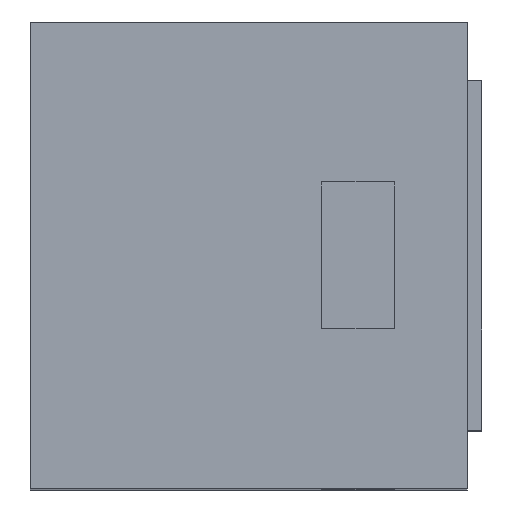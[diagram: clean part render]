
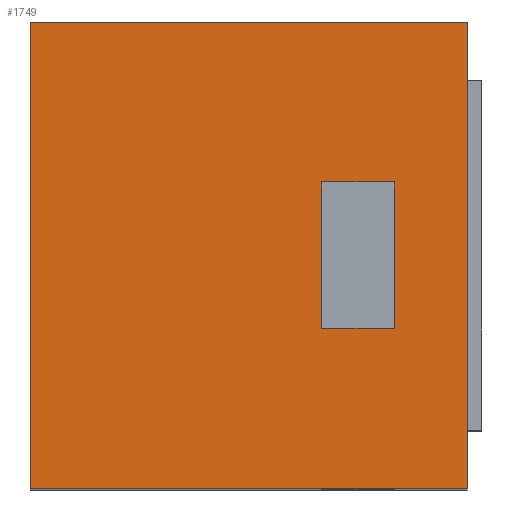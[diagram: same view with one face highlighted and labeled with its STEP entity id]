
A CAD part, top view. The second image highlights one B-rep face of the part: STEP entity #1749.
In plain terms, the highlighted planar face has unit normal (0, 0, 1).
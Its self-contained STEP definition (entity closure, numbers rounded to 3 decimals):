
#319=ORIENTED_EDGE('',*,*,#670,.F.);
#320=ORIENTED_EDGE('',*,*,#636,.T.);
#321=ORIENTED_EDGE('',*,*,#629,.T.);
#322=ORIENTED_EDGE('',*,*,#632,.T.);
#323=ORIENTED_EDGE('',*,*,#739,.F.);
#324=ORIENTED_EDGE('',*,*,#738,.F.);
#325=ORIENTED_EDGE('',*,*,#735,.T.);
#326=ORIENTED_EDGE('',*,*,#740,.T.);
#629=EDGE_CURVE('',#885,#884,#1053,.T.);
#632=EDGE_CURVE('',#884,#886,#1054,.T.);
#636=EDGE_CURVE('',#889,#885,#1057,.F.);
#670=EDGE_CURVE('',#889,#886,#1082,.T.);
#735=EDGE_CURVE('',#953,#955,#1134,.T.);
#738=EDGE_CURVE('',#953,#957,#1137,.T.);
#739=EDGE_CURVE('',#957,#958,#1138,.T.);
#740=EDGE_CURVE('',#955,#958,#1139,.T.);
#884=VERTEX_POINT('',#2777);
#885=VERTEX_POINT('',#2779);
#886=VERTEX_POINT('',#2783);
#889=VERTEX_POINT('',#2790);
#953=VERTEX_POINT('',#2981);
#955=VERTEX_POINT('',#2985);
#957=VERTEX_POINT('',#2990);
#958=VERTEX_POINT('',#2995);
#1053=LINE('',#2778,#1254);
#1054=LINE('',#2785,#1255);
#1057=LINE('',#2792,#1258);
#1082=LINE('',#2860,#1283);
#1134=LINE('',#2986,#1335);
#1137=LINE('',#2992,#1338);
#1138=LINE('',#2994,#1339);
#1139=LINE('',#2996,#1340);
#1254=VECTOR('',#2279,1000.);
#1255=VECTOR('',#2286,1000.);
#1258=VECTOR('',#2293,1000.);
#1283=VECTOR('',#2354,1000.);
#1335=VECTOR('',#2472,1000.);
#1338=VECTOR('',#2477,1000.);
#1339=VECTOR('',#2480,1000.);
#1340=VECTOR('',#2481,1000.);
#1491=EDGE_LOOP('',(#319,#320,#321,#322));
#1492=EDGE_LOOP('',(#323,#324,#325,#326));
#1590=FACE_BOUND('',#1491,.T.);
#1591=FACE_BOUND('',#1492,.T.);
#1672=PLANE('',#2183);
#1749=ADVANCED_FACE('',(#1590,#1591),#1672,.T.);
#2183=AXIS2_PLACEMENT_3D('',#2993,#2478,#2479);
#2279=DIRECTION('',(0.,-1.,0.));
#2286=DIRECTION('',(-1.,0.,0.));
#2293=DIRECTION('',(-1.,0.,0.));
#2354=DIRECTION('',(0.,-1.,0.));
#2472=DIRECTION('',(0.,1.,0.));
#2477=DIRECTION('',(-1.,0.,0.));
#2478=DIRECTION('',(0.,0.,1.));
#2479=DIRECTION('',(1.,0.,0.));
#2480=DIRECTION('',(0.,1.,0.));
#2481=DIRECTION('',(-1.,0.,0.));
#2777=CARTESIAN_POINT('',(0.25,-0.05,0.31));
#2778=CARTESIAN_POINT('',(0.25,-0.16,0.31));
#2779=CARTESIAN_POINT('',(0.25,0.05,0.31));
#2783=CARTESIAN_POINT('',(0.2,-0.05,0.31));
#2785=CARTESIAN_POINT('',(0.25,-0.05,0.31));
#2790=CARTESIAN_POINT('',(0.2,0.05,0.31));
#2792=CARTESIAN_POINT('',(0.25,0.05,0.31));
#2860=CARTESIAN_POINT('',(0.2,-0.16,0.31));
#2981=CARTESIAN_POINT('',(0.3,-0.16,0.31));
#2985=CARTESIAN_POINT('',(0.3,0.16,0.31));
#2986=CARTESIAN_POINT('',(0.3,-0.16,0.31));
#2990=CARTESIAN_POINT('',(0.,-0.16,0.31));
#2992=CARTESIAN_POINT('',(0.3,-0.16,0.31));
#2993=CARTESIAN_POINT('',(0.3,-0.16,0.31));
#2994=CARTESIAN_POINT('',(0.,-0.16,0.31));
#2995=CARTESIAN_POINT('',(0.,0.16,0.31));
#2996=CARTESIAN_POINT('',(0.3,0.16,0.31));
